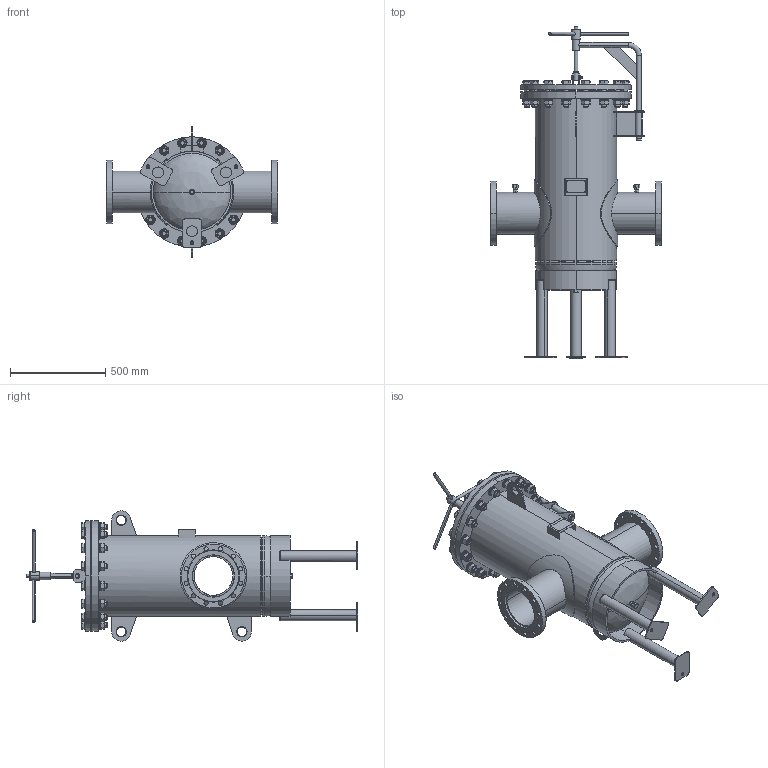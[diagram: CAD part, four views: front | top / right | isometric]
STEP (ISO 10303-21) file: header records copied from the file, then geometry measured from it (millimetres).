
FILE_DESCRIPTION (( 'STEP AP203' ), '1' );
FILE_NAME ('ÑßÌÈ.061435-467-08 _ Ôèëüòð ÔÃ-200-1 ãàáàð.step', '2024-08-30T06:28:30', ( '' ), ( '' ), 'SwSTEP 2.0', 'SolidWorks 2021', '' );
FILE_SCHEMA (( 'CONFIG_CONTROL_DESIGN' ));
Length unit declared in the file: millimetre
Products named in the file (1): ÑßÌÈ.061435-467-08 _ Ôèëüòð ÔÃ-200-1 ãàáàð
Bounding box: 900 x 1743.75 x 685.67 mm (x, y, z)
Surface area: 4770803.6 mm2 (no closed solid volume)
Topology: 0 solids, 159 shells, 915 faces, 2732 edges, 1905 vertices
Faces by surface type: plane 395, cylinder 326, cone 182, bspline 10, torus 2
Entity records: 41660 total; most frequent: CARTESIAN_POINT 17143, DIRECTION 5324, ORIENTED_EDGE 4382, EDGE_CURVE 2732, AXIS2_PLACEMENT_3D 2152, VERTEX_POINT 1905, CIRCLE 1246, EDGE_LOOP 1121
